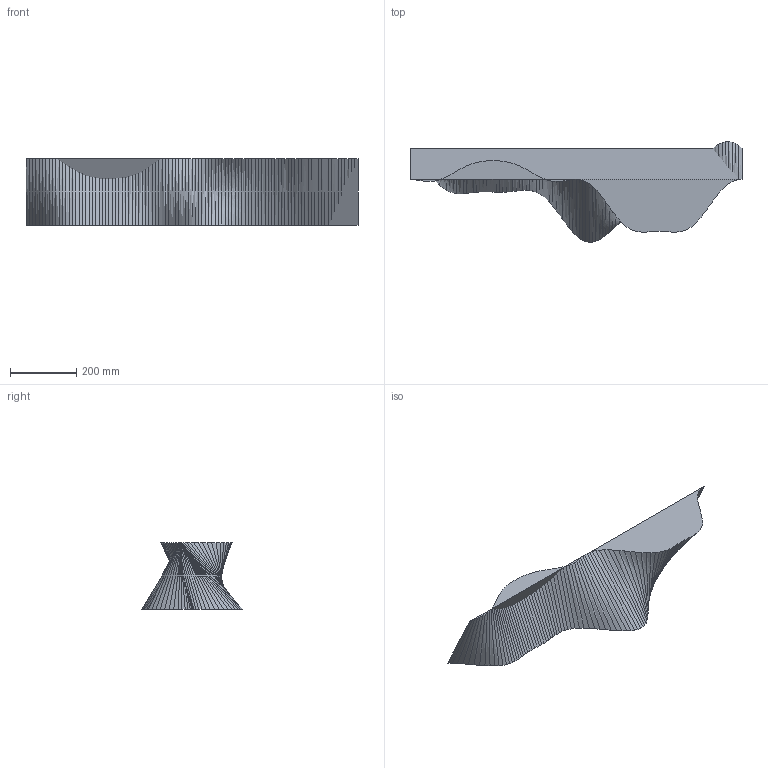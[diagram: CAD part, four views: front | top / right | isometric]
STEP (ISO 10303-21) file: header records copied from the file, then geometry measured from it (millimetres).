
FILE_DESCRIPTION(('Open CASCADE Model'),'2;1');
FILE_NAME('Open CASCADE Shape Model','2024-05-26T01:36:26',('Author'),( 'Open CASCADE'),'Open CASCADE STEP processor 7.7','Open CASCADE 7.7' ,'Unknown');
FILE_SCHEMA(('AUTOMOTIVE_DESIGN { 1 0 10303 214 1 1 1 1 }'));
Length unit declared in the file: millimetre
Products named in the file (1): Open CASCADE STEP translator 7.7 139
Bounding box: 1000 x 303.31 x 200 mm (x, y, z)
Volume: 16875000 mm3; surface area: 666770.5 mm2
Topology: 1 solids, 1 shells, 107 faces, 310 edges, 205 vertices
Faces by surface type: bspline 100, plane 7
Entity records: 7103 total; most frequent: CARTESIAN_POINT 1718, DIRECTION 714, LINE 706, VECTOR 706, ORIENTED_EDGE 606, PCURVE 606, DEFINITIONAL_REPRESENTATION 606, EDGE_CURVE 303
